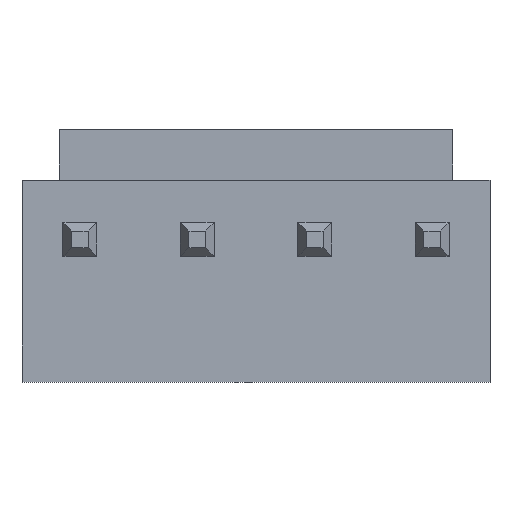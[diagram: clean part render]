
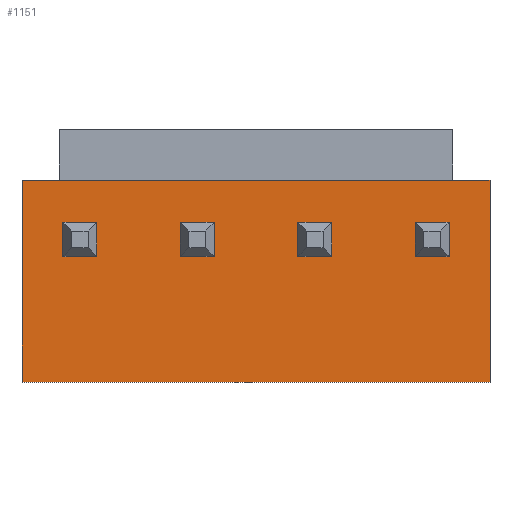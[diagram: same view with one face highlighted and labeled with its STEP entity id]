
A CAD part, top view. The second image highlights one B-rep face of the part: STEP entity #1151.
In plain terms, the highlighted planar face has unit normal (0, 0, 1).
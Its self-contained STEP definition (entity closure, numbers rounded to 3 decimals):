
#16=CARTESIAN_POINT('',(-2.55,-0.57,3.2));
#17=VERTEX_POINT('',#16);
#34=CARTESIAN_POINT('',(-2.55,0.57,3.2));
#35=VERTEX_POINT('',#34);
#42=CARTESIAN_POINT('',(-2.55,0.0,3.2));
#43=DIRECTION('',(0.0,1.0,0.0));
#44=VECTOR('',#43,1.0);
#45=LINE('',#42,#44);
#46=EDGE_CURVE('n� 1354',#17,#35,#45,.T.);
#56=CARTESIAN_POINT('',(5.37,-0.57,3.2));
#57=VERTEX_POINT('',#56);
#74=CARTESIAN_POINT('',(5.37,0.57,3.2));
#75=VERTEX_POINT('',#74);
#82=CARTESIAN_POINT('',(5.37,0.0,3.2));
#83=DIRECTION('',(0.0,1.0,0.0));
#84=VECTOR('',#83,1.0);
#85=LINE('',#82,#84);
#86=EDGE_CURVE('n� 1334',#57,#75,#85,.T.);
#96=CARTESIAN_POINT('',(1.41,-0.57,3.2));
#97=VERTEX_POINT('',#96);
#114=CARTESIAN_POINT('',(1.41,0.57,3.2));
#115=VERTEX_POINT('',#114);
#122=CARTESIAN_POINT('',(1.41,0.0,3.2));
#123=DIRECTION('',(0.0,1.0,0.0));
#124=VECTOR('',#123,1.0);
#125=LINE('',#122,#124);
#126=EDGE_CURVE('n� 1314',#97,#115,#125,.T.);
#136=CARTESIAN_POINT('',(-6.51,-0.57,3.2));
#137=VERTEX_POINT('',#136);
#154=CARTESIAN_POINT('',(-6.51,0.57,3.2));
#155=VERTEX_POINT('',#154);
#162=CARTESIAN_POINT('',(-6.51,0.0,3.2));
#163=DIRECTION('',(0.0,1.0,0.0));
#164=VECTOR('',#163,1.0);
#165=LINE('',#162,#164);
#166=EDGE_CURVE('n� 1294',#137,#155,#165,.T.);
#216=CARTESIAN_POINT('',(-1.41,-0.57,3.2));
#217=VERTEX_POINT('',#216);
#233=CARTESIAN_POINT('',(-1.98,-0.57,3.2));
#234=DIRECTION('',(-1.0,0.0,0.0));
#235=VECTOR('',#234,1.0);
#236=LINE('',#233,#235);
#237=EDGE_CURVE('n� 1254',#217,#17,#236,.T.);
#296=CARTESIAN_POINT('',(-1.41,0.57,3.2));
#297=VERTEX_POINT('',#296);
#304=CARTESIAN_POINT('',(-1.98,0.57,3.2));
#305=DIRECTION('',(1.0,0.0,-0.0));
#306=VECTOR('',#305,1.0);
#307=LINE('',#304,#306);
#308=EDGE_CURVE('n� 1214',#35,#297,#307,.T.);
#318=CARTESIAN_POINT('',(6.51,-0.57,3.2));
#319=VERTEX_POINT('',#318);
#335=CARTESIAN_POINT('',(5.94,-0.57,3.2));
#336=DIRECTION('',(-1.0,0.0,0.0));
#337=VECTOR('',#336,1.0);
#338=LINE('',#335,#337);
#339=EDGE_CURVE('n� 1194',#319,#57,#338,.T.);
#398=CARTESIAN_POINT('',(6.51,0.57,3.2));
#399=VERTEX_POINT('',#398);
#406=CARTESIAN_POINT('',(5.94,0.57,3.2));
#407=DIRECTION('',(1.0,0.0,-0.0));
#408=VECTOR('',#407,1.0);
#409=LINE('',#406,#408);
#410=EDGE_CURVE('n� 1154',#75,#399,#409,.T.);
#420=CARTESIAN_POINT('',(2.55,-0.57,3.2));
#421=VERTEX_POINT('',#420);
#437=CARTESIAN_POINT('',(1.98,-0.57,3.2));
#438=DIRECTION('',(-1.0,0.0,0.0));
#439=VECTOR('',#438,1.0);
#440=LINE('',#437,#439);
#441=EDGE_CURVE('n� 1134',#421,#97,#440,.T.);
#500=CARTESIAN_POINT('',(2.55,0.57,3.2));
#501=VERTEX_POINT('',#500);
#508=CARTESIAN_POINT('',(1.98,0.57,3.2));
#509=DIRECTION('',(1.0,0.0,-0.0));
#510=VECTOR('',#509,1.0);
#511=LINE('',#508,#510);
#512=EDGE_CURVE('n� 1094',#115,#501,#511,.T.);
#522=CARTESIAN_POINT('',(-5.37,-0.57,3.2));
#523=VERTEX_POINT('',#522);
#539=CARTESIAN_POINT('',(-5.94,-0.57,3.2));
#540=DIRECTION('',(-1.0,0.0,0.0));
#541=VECTOR('',#540,1.0);
#542=LINE('',#539,#541);
#543=EDGE_CURVE('n� 1074',#523,#137,#542,.T.);
#602=CARTESIAN_POINT('',(-5.37,0.57,3.2));
#603=VERTEX_POINT('',#602);
#610=CARTESIAN_POINT('',(-5.94,0.57,3.2));
#611=DIRECTION('',(1.0,0.0,-0.0));
#612=VECTOR('',#611,1.0);
#613=LINE('',#610,#612);
#614=EDGE_CURVE('n� 1034',#155,#603,#613,.T.);
#655=CARTESIAN_POINT('',(6.64,2.0,3.2));
#656=VERTEX_POINT('',#655);
#664=CARTESIAN_POINT('',(-6.64,2.0,3.2));
#665=VERTEX_POINT('',#664);
#672=CARTESIAN_POINT('',(0.0,2.0,3.2));
#673=DIRECTION('',(-1.0,0.0,0.0));
#674=VECTOR('',#673,1.0);
#675=LINE('',#672,#674);
#676=EDGE_CURVE('n� 637',#656,#665,#675,.T.);
#694=CARTESIAN_POINT('',(-1.41,-1.4,3.2));
#695=DIRECTION('',(0.0,-1.0,0.0));
#696=VECTOR('',#695,1.0);
#697=LINE('',#694,#696);
#698=EDGE_CURVE('n� 630',#297,#217,#697,.T.);
#716=CARTESIAN_POINT('',(6.51,-1.4,3.2));
#717=DIRECTION('',(0.0,-1.0,0.0));
#718=VECTOR('',#717,1.0);
#719=LINE('',#716,#718);
#720=EDGE_CURVE('n� 626',#399,#319,#719,.T.);
#738=CARTESIAN_POINT('',(2.55,-1.4,3.2));
#739=DIRECTION('',(0.0,-1.0,0.0));
#740=VECTOR('',#739,1.0);
#741=LINE('',#738,#740);
#742=EDGE_CURVE('n� 622',#501,#421,#741,.T.);
#760=CARTESIAN_POINT('',(-5.37,-1.4,3.2));
#761=DIRECTION('',(0.0,-1.0,0.0));
#762=VECTOR('',#761,1.0);
#763=LINE('',#760,#762);
#764=EDGE_CURVE('n� 618',#603,#523,#763,.T.);
#936=CARTESIAN_POINT('',(-7.89,2.0,3.2));
#937=VERTEX_POINT('',#936);
#944=CARTESIAN_POINT('',(0.0,2.0,3.2));
#945=DIRECTION('',(-1.0,-0.0,0.));
#946=VECTOR('',#945,1.0);
#947=LINE('',#944,#946);
#948=EDGE_CURVE('n� 636',#665,#937,#947,.T.);
#1066=CARTESIAN_POINT('',(7.89,2.0,3.2));
#1067=VERTEX_POINT('',#1066);
#1081=CARTESIAN_POINT('',(0.0,2.0,3.2));
#1082=DIRECTION('',(-1.0,0.0,0.));
#1083=VECTOR('',#1082,1.0);
#1084=LINE('',#1081,#1083);
#1085=EDGE_CURVE('n� 638',#1067,#656,#1084,.T.);
#1095=ORIENTED_EDGE('',*,*,#614,.T.);
#1096=ORIENTED_EDGE('',*,*,#764,.T.);
#1097=ORIENTED_EDGE('',*,*,#543,.T.);
#1098=ORIENTED_EDGE('',*,*,#166,.T.);
#1099=EDGE_LOOP('',(#1095,#1096,#1097,#1098));
#1100=FACE_OUTER_BOUND('',#1099,.T.);
#1101=ORIENTED_EDGE('',*,*,#512,.T.);
#1102=ORIENTED_EDGE('',*,*,#742,.T.);
#1103=ORIENTED_EDGE('',*,*,#441,.T.);
#1104=ORIENTED_EDGE('',*,*,#126,.T.);
#1105=EDGE_LOOP('',(#1101,#1102,#1103,#1104));
#1106=FACE_BOUND('',#1105,.T.);
#1107=ORIENTED_EDGE('',*,*,#410,.T.);
#1108=ORIENTED_EDGE('',*,*,#720,.T.);
#1109=ORIENTED_EDGE('',*,*,#339,.T.);
#1110=ORIENTED_EDGE('',*,*,#86,.T.);
#1111=EDGE_LOOP('',(#1107,#1108,#1109,#1110));
#1112=FACE_BOUND('',#1111,.T.);
#1113=ORIENTED_EDGE('',*,*,#308,.T.);
#1114=ORIENTED_EDGE('',*,*,#698,.T.);
#1115=ORIENTED_EDGE('',*,*,#237,.T.);
#1116=ORIENTED_EDGE('',*,*,#46,.T.);
#1117=EDGE_LOOP('',(#1113,#1114,#1115,#1116));
#1118=FACE_BOUND('',#1117,.T.);
#1119=CARTESIAN_POINT('',(-7.89,-4.8,3.2));
#1120=VERTEX_POINT('',#1119);
#1121=CARTESIAN_POINT('',(-7.89,-1.4,3.2));
#1122=DIRECTION('',(0.0,-1.0,0.0));
#1123=VECTOR('',#1122,1.0);
#1124=LINE('',#1121,#1123);
#1125=EDGE_CURVE('n� 357',#937,#1120,#1124,.T.);
#1126=ORIENTED_EDGE('',*,*,#1125,.T.);
#1127=CARTESIAN_POINT('',(7.89,-4.8,3.2));
#1128=VERTEX_POINT('',#1127);
#1129=CARTESIAN_POINT('',(0.0,-4.8,3.2));
#1130=DIRECTION('',(-1.0,0.0,0.0));
#1131=VECTOR('',#1130,1.0);
#1132=LINE('',#1129,#1131);
#1133=EDGE_CURVE('n� 296',#1128,#1120,#1132,.T.);
#1134=ORIENTED_EDGE('',*,*,#1133,.F.);
#1135=CARTESIAN_POINT('',(7.89,-1.4,3.2));
#1136=DIRECTION('',(0.0,-1.0,0.0));
#1137=VECTOR('',#1136,1.0);
#1138=LINE('',#1135,#1137);
#1139=EDGE_CURVE('n� 316',#1067,#1128,#1138,.T.);
#1140=ORIENTED_EDGE('',*,*,#1139,.F.);
#1141=ORIENTED_EDGE('',*,*,#1085,.T.);
#1142=ORIENTED_EDGE('',*,*,#676,.T.);
#1143=ORIENTED_EDGE('',*,*,#948,.T.);
#1144=EDGE_LOOP('',(#1126,#1134,#1140,#1141,#1142,#1143));
#1145=FACE_BOUND('',#1144,.T.);
#1146=CARTESIAN_POINT('',(-7.89,2.0,3.2));
#1147=DIRECTION('',(0.0,0.0,1.0));
#1148=DIRECTION('',(0.0,-1.0,-0.0));
#1149=AXIS2_PLACEMENT_3D('',#1146,#1147,#1148);
#1150=PLANE('',#1149);
#1151=ADVANCED_FACE('n� 612',(#1100,#1106,#1112,#1118,#1145),#1150,.T.);
